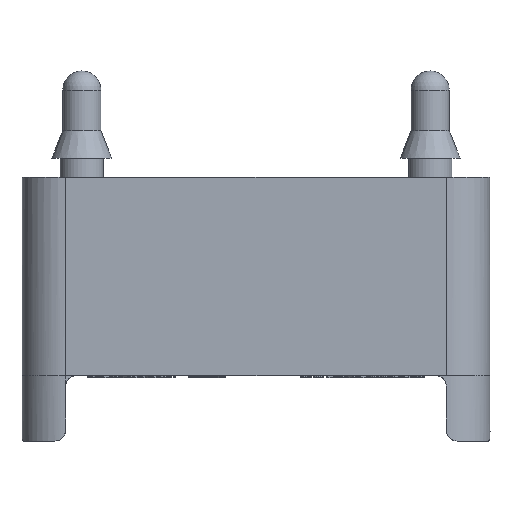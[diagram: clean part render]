
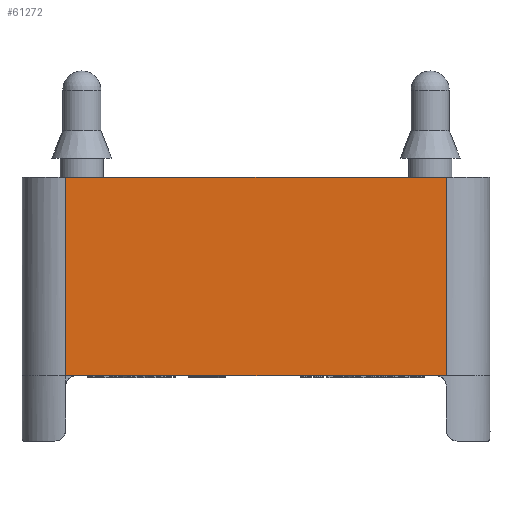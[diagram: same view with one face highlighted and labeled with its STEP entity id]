
A CAD part, front view. The second image highlights one B-rep face of the part: STEP entity #61272.
In plain terms, the highlighted planar face has unit normal (0, -1, 0).
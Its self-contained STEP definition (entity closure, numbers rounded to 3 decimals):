
#895=CARTESIAN_POINT('',(-17.472,-21.5,-2.0));
#896=VERTEX_POINT('',#895);
#3056=CARTESIAN_POINT('',(17.472,-21.5,-2.0));
#3057=VERTEX_POINT('',#3056);
#3065=CARTESIAN_POINT('',(-17.472,-21.5,-2.0));
#3066=DIRECTION('',(1.0,0.0,0.0));
#3067=VECTOR('',#3066,34.943);
#3068=LINE('',#3065,#3067);
#3069=EDGE_CURVE('',#896,#3057,#3068,.T.);
#61021=CARTESIAN_POINT('',(17.5,-21.5,-2.0));
#61022=VERTEX_POINT('',#61021);
#61032=CARTESIAN_POINT('',(17.472,-21.5,-2.0));
#61033=DIRECTION('',(1.0,0.0,0.0));
#61034=VECTOR('',#61033,0.028);
#61035=LINE('',#61032,#61034);
#61036=EDGE_CURVE('',#3057,#61022,#61035,.T.);
#61099=CARTESIAN_POINT('',(-17.5,-21.5,-2.0));
#61100=VERTEX_POINT('',#61099);
#61116=CARTESIAN_POINT('',(-17.5,-21.5,-2.0));
#61117=DIRECTION('',(1.0,0.0,0.0));
#61118=VECTOR('',#61117,0.028);
#61119=LINE('',#61116,#61118);
#61120=EDGE_CURVE('',#61100,#896,#61119,.T.);
#61203=CARTESIAN_POINT('',(17.5,-21.5,16.25));
#61204=VERTEX_POINT('',#61203);
#61212=CARTESIAN_POINT('',(17.5,-21.5,-2.0));
#61213=DIRECTION('',(0.0,0.0,1.0));
#61214=VECTOR('',#61213,18.25);
#61215=LINE('',#61212,#61214);
#61216=EDGE_CURVE('',#61022,#61204,#61215,.T.);
#61227=CARTESIAN_POINT('',(-17.5,-21.5,16.25));
#61228=VERTEX_POINT('',#61227);
#61229=CARTESIAN_POINT('',(-17.5,-21.5,-2.0));
#61230=DIRECTION('',(0.0,0.0,1.0));
#61231=VECTOR('',#61230,18.25);
#61232=LINE('',#61229,#61231);
#61233=EDGE_CURVE('',#61100,#61228,#61232,.T.);
#61254=CARTESIAN_POINT('',(17.5,-21.5,-2.0));
#61255=DIRECTION('',(0.0,-1.0,0.0));
#61256=DIRECTION('',(0.0,0.0,-1.0));
#61257=AXIS2_PLACEMENT_3D('',#61254,#61255,#61256);
#61258=PLANE('',#61257);
#61259=ORIENTED_EDGE('',*,*,#61120,.T.);
#61260=ORIENTED_EDGE('',*,*,#3069,.T.);
#61261=ORIENTED_EDGE('',*,*,#61036,.T.);
#61262=ORIENTED_EDGE('',*,*,#61216,.T.);
#61263=CARTESIAN_POINT('',(17.5,-21.5,16.25));
#61264=DIRECTION('',(-1.0,0.0,0.0));
#61265=VECTOR('',#61264,35.0);
#61266=LINE('',#61263,#61265);
#61267=EDGE_CURVE('',#61204,#61228,#61266,.T.);
#61268=ORIENTED_EDGE('',*,*,#61267,.T.);
#61269=ORIENTED_EDGE('',*,*,#61233,.F.);
#61270=EDGE_LOOP('',(#61259,#61260,#61261,#61262,#61268,#61269));
#61271=FACE_OUTER_BOUND('',#61270,.T.);
#61272=ADVANCED_FACE('',(#61271),#61258,.T.);
